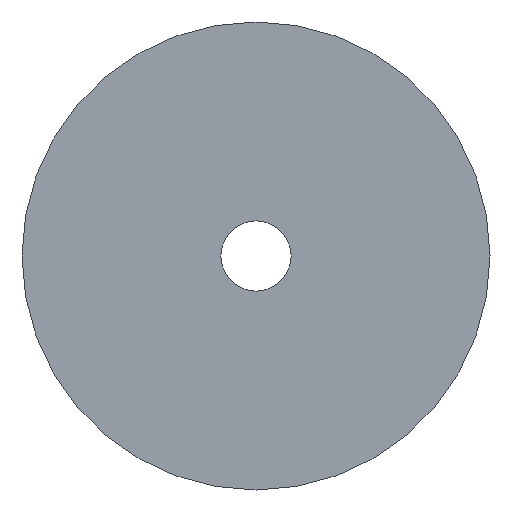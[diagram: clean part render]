
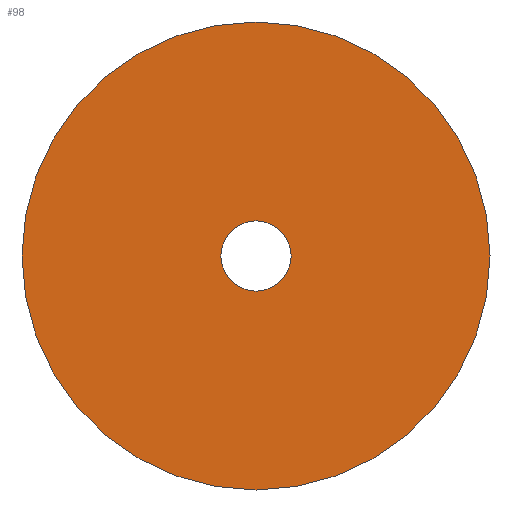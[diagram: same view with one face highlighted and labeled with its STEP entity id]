
A CAD part, front view. The second image highlights one B-rep face of the part: STEP entity #98.
In plain terms, the highlighted planar face has unit normal (0, -1, 0).
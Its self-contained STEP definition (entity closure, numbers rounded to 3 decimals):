
#57 = VERTEX_POINT ( 'NONE', #167 ) ;
#62 = EDGE_CURVE ( 'NONE', #57, #63, #176, .T. ) ;
#63 = VERTEX_POINT ( 'NONE', #245 ) ;
#68 = VERTEX_POINT ( 'NONE', #79 ) ;
#69 = EDGE_CURVE ( 'NONE', #68, #70, #154, .T. ) ;
#70 = VERTEX_POINT ( 'NONE', #222 ) ;
#79 = CARTESIAN_POINT ( 'NONE',  ( 0., -17., -1.5 ) ) ;
#84 = CARTESIAN_POINT ( 'NONE',  ( 0., -17., 0. ) ) ;
#98 = ADVANCED_FACE ( 'NONE', ( #273, #286 ), #266, .F. ) ;
#111 = ORIENTED_EDGE ( 'NONE', *, *, #234, .T. ) ;
#121 = ORIENTED_EDGE ( 'NONE', *, *, #69, .T. ) ;
#150 = DIRECTION ( 'NONE',  ( 0., 0., 1. ) ) ;
#151 = DIRECTION ( 'NONE',  ( 0., 1., 0. ) ) ;
#152 = CARTESIAN_POINT ( 'NONE',  ( 0., -17., 0. ) ) ;
#153 = AXIS2_PLACEMENT_3D ( 'NONE', #152, #151, #150 ) ;
#154 = CIRCLE ( 'NONE', #153, 1.5 ) ;
#155 = ORIENTED_EDGE ( 'NONE', *, *, #246, .F. ) ;
#156 = ORIENTED_EDGE ( 'NONE', *, *, #62, .F. ) ;
#167 = CARTESIAN_POINT ( 'NONE',  ( 0., -17., 10. ) ) ;
#172 = DIRECTION ( 'NONE',  ( 0., 0., 1. ) ) ;
#173 = DIRECTION ( 'NONE',  ( 0., 1., 0. ) ) ;
#174 = CARTESIAN_POINT ( 'NONE',  ( 0., -17., 0. ) ) ;
#175 = AXIS2_PLACEMENT_3D ( 'NONE', #174, #173, #172 ) ;
#176 = CIRCLE ( 'NONE', #175, 10. ) ;
#197 = EDGE_LOOP ( 'NONE', ( #155, #156 ) ) ;
#222 = CARTESIAN_POINT ( 'NONE',  ( 0., -17., 1.5 ) ) ;
#234 = EDGE_CURVE ( 'NONE', #70, #68, #278, .T. ) ;
#241 = EDGE_LOOP ( 'NONE', ( #111, #121 ) ) ;
#245 = CARTESIAN_POINT ( 'NONE',  ( 0., -17., -10. ) ) ;
#246 = EDGE_CURVE ( 'NONE', #63, #57, #299, .T. ) ;
#256 = AXIS2_PLACEMENT_3D ( 'NONE', #274, #265, #264 ) ;
#264 = DIRECTION ( 'NONE',  ( 0., 0., 1. ) ) ;
#265 = DIRECTION ( 'NONE',  ( 0., 1., 0. ) ) ;
#266 = PLANE ( 'NONE',  #256 ) ;
#273 = FACE_OUTER_BOUND ( 'NONE', #197, .T. ) ;
#274 = CARTESIAN_POINT ( 'NONE',  ( 1.5, -17., 0. ) ) ;
#277 = AXIS2_PLACEMENT_3D ( 'NONE', #84, #298, #292 ) ;
#278 = CIRCLE ( 'NONE', #277, 1.5 ) ;
#286 = FACE_BOUND ( 'NONE', #241, .T. ) ;
#292 = DIRECTION ( 'NONE',  ( 0., 0., 1. ) ) ;
#293 = DIRECTION ( 'NONE',  ( 0., 0., 1. ) ) ;
#296 = AXIS2_PLACEMENT_3D ( 'NONE', #301, #300, #293 ) ;
#298 = DIRECTION ( 'NONE',  ( 0., 1., 0. ) ) ;
#299 = CIRCLE ( 'NONE', #296, 10. ) ;
#300 = DIRECTION ( 'NONE',  ( 0., 1., 0. ) ) ;
#301 = CARTESIAN_POINT ( 'NONE',  ( 0., -17., 0. ) ) ;
